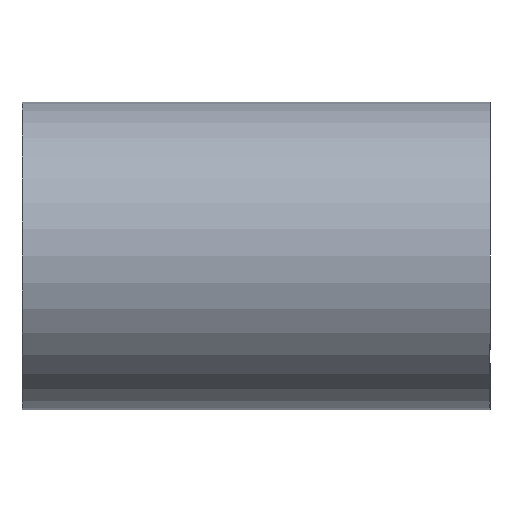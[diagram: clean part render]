
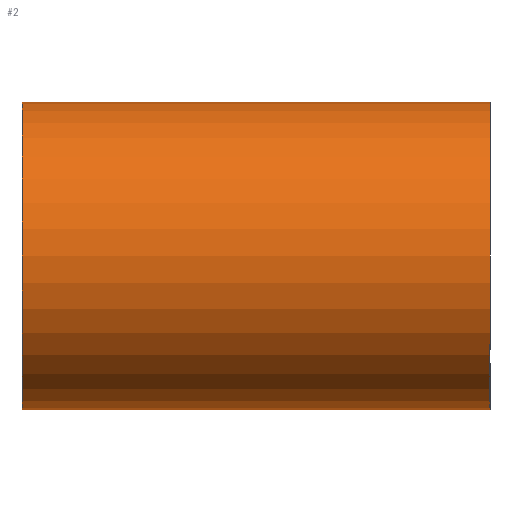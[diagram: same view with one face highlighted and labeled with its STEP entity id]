
A CAD part, front view. The second image highlights one B-rep face of the part: STEP entity #2.
In plain terms, the highlighted cylindrical face has radius 2.5 mm (diameter 5 mm), a partial arc.
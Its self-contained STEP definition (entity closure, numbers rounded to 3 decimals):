
#2 = ADVANCED_FACE ( 'NONE', ( #193 ), #29, .T. ) ;
#5 = AXIS2_PLACEMENT_3D ( 'NONE', #70, #238, #140 ) ;
#12 = VERTEX_POINT ( 'NONE', #141 ) ;
#13 = VERTEX_POINT ( 'NONE', #216 ) ;
#16 = CARTESIAN_POINT ( 'NONE',  ( 4., 10., -9.5 ) ) ;
#29 = CYLINDRICAL_SURFACE ( 'NONE', #5, 2.5 ) ;
#31 = AXIS2_PLACEMENT_3D ( 'NONE', #119, #232, #206 ) ;
#38 = LINE ( 'NONE', #77, #195 ) ;
#40 = DIRECTION ( 'NONE',  ( -1., 0., 0. ) ) ;
#49 = ORIENTED_EDGE ( 'NONE', *, *, #94, .T. ) ;
#69 = EDGE_LOOP ( 'NONE', ( #177, #241, #174, #49 ) ) ;
#70 = CARTESIAN_POINT ( 'NONE',  ( -11.071, 10., -9.5 ) ) ;
#74 = CARTESIAN_POINT ( 'NONE',  ( 4., 10., -7. ) ) ;
#77 = CARTESIAN_POINT ( 'NONE',  ( -11.071, 10., -12. ) ) ;
#94 = EDGE_CURVE ( 'NONE', #13, #108, #173, .T. ) ;
#103 = EDGE_CURVE ( 'NONE', #12, #108, #165, .T. ) ;
#108 = VERTEX_POINT ( 'NONE', #74 ) ;
#113 = CARTESIAN_POINT ( 'NONE',  ( -11.071, 10., -7. ) ) ;
#119 = CARTESIAN_POINT ( 'NONE',  ( -3.6, 10., -9.5 ) ) ;
#128 = AXIS2_PLACEMENT_3D ( 'NONE', #16, #40, #163 ) ;
#130 = DIRECTION ( 'NONE',  ( 1., 0., 0. ) ) ;
#140 = DIRECTION ( 'NONE',  ( 0., 0., -1. ) ) ;
#141 = CARTESIAN_POINT ( 'NONE',  ( -3.6, 10., -7. ) ) ;
#149 = CARTESIAN_POINT ( 'NONE',  ( -3.6, 10., -12. ) ) ;
#160 = CIRCLE ( 'NONE', #31, 2.5 ) ;
#163 = DIRECTION ( 'NONE',  ( 0., 0., 1. ) ) ;
#165 = LINE ( 'NONE', #113, #223 ) ;
#172 = EDGE_CURVE ( 'NONE', #199, #13, #38, .T. ) ;
#173 = CIRCLE ( 'NONE', #128, 2.5 ) ;
#174 = ORIENTED_EDGE ( 'NONE', *, *, #172, .T. ) ;
#177 = ORIENTED_EDGE ( 'NONE', *, *, #103, .F. ) ;
#193 = FACE_OUTER_BOUND ( 'NONE', #69, .T. ) ;
#195 = VECTOR ( 'NONE', #130, 1000. ) ;
#199 = VERTEX_POINT ( 'NONE', #149 ) ;
#206 = DIRECTION ( 'NONE',  ( 0., 0., 1. ) ) ;
#208 = EDGE_CURVE ( 'NONE', #199, #12, #160, .T. ) ;
#216 = CARTESIAN_POINT ( 'NONE',  ( 4., 10., -12. ) ) ;
#223 = VECTOR ( 'NONE', #244, 1000. ) ;
#232 = DIRECTION ( 'NONE',  ( -1., 0., 0. ) ) ;
#238 = DIRECTION ( 'NONE',  ( 1., 0., 0. ) ) ;
#241 = ORIENTED_EDGE ( 'NONE', *, *, #208, .F. ) ;
#244 = DIRECTION ( 'NONE',  ( 1., 0., 0. ) ) ;
